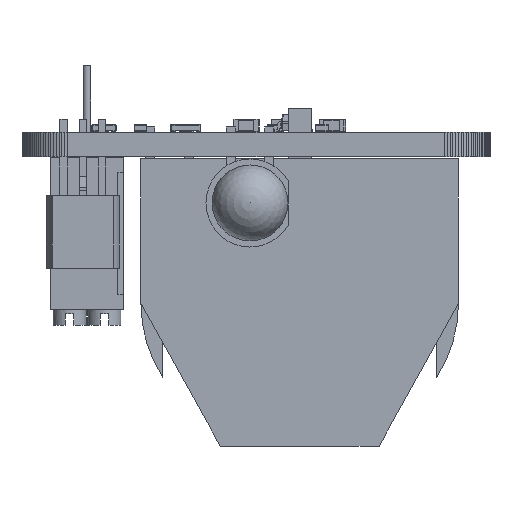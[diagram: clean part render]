
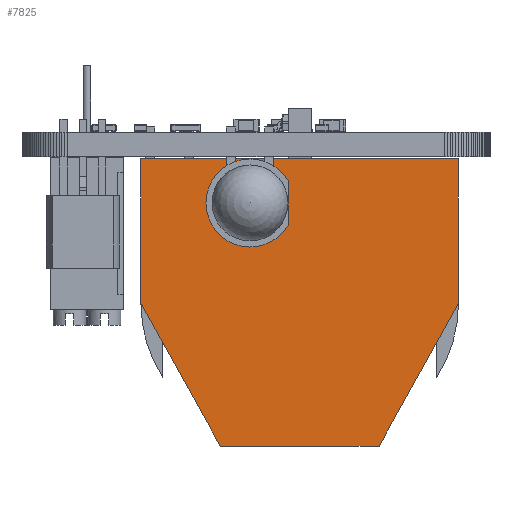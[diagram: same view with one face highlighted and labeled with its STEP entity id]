
A CAD part, left-side view. The second image highlights one B-rep face of the part: STEP entity #7825.
In plain terms, the highlighted face is planar.
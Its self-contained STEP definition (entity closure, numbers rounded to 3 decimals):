
#4550 = PLANE('',#4551);
#4551 = AXIS2_PLACEMENT_3D('',#4552,#4553,#4554);
#4552 = CARTESIAN_POINT('',(35.68,9.587,9.6));
#4553 = DIRECTION('',(0.,0.,1.));
#4554 = DIRECTION('',(0.,1.,0.));
#4639 = PLANE('',#4640);
#4640 = AXIS2_PLACEMENT_3D('',#4641,#4642,#4643);
#4641 = CARTESIAN_POINT('',(35.68,-9.587,9.6));
#4642 = DIRECTION('',(0.,0.,1.));
#4643 = DIRECTION('',(0.,1.,0.));
#5884 = PLANE('',#5885);
#5885 = AXIS2_PLACEMENT_3D('',#5886,#5887,#5888);
#5886 = CARTESIAN_POINT('',(-3.17,-10.45,0.1));
#5887 = DIRECTION('',(0.,1.,0.));
#5888 = DIRECTION('',(1.,0.,0.));
#6088 = VERTEX_POINT('',#6089);
#6089 = CARTESIAN_POINT('',(74.53,-10.45,9.6));
#6110 = EDGE_CURVE('',#6088,#6111,#6113,.T.);
#6111 = VERTEX_POINT('',#6112);
#6112 = CARTESIAN_POINT('',(74.53,-10.447,9.6));
#6113 = SURFACE_CURVE('',#6114,(#6118,#6125),.PCURVE_S1.);
#6114 = LINE('',#6115,#6116);
#6115 = CARTESIAN_POINT('',(74.53,-10.45,9.6));
#6116 = VECTOR('',#6117,1.);
#6117 = DIRECTION('',(0.,1.,0.));
#6118 = PCURVE('',#4639,#6119);
#6119 = DEFINITIONAL_REPRESENTATION('',(#6120),#6124);
#6120 = LINE('',#6121,#6122);
#6121 = CARTESIAN_POINT('',(-0.863,-38.85));
#6122 = VECTOR('',#6123,1.);
#6123 = DIRECTION('',(1.,0.));
#6124 = ( GEOMETRIC_REPRESENTATION_CONTEXT(2) 
PARAMETRIC_REPRESENTATION_CONTEXT() REPRESENTATION_CONTEXT('2D SPACE',''
  ) );
#6125 = PCURVE('',#6126,#6131);
#6126 = PLANE('',#6127);
#6127 = AXIS2_PLACEMENT_3D('',#6128,#6129,#6130);
#6128 = CARTESIAN_POINT('',(74.53,0.,8.355));
#6129 = DIRECTION('',(1.,0.,0.));
#6130 = DIRECTION('',(0.,0.,1.));
#6131 = DEFINITIONAL_REPRESENTATION('',(#6132),#6136);
#6132 = LINE('',#6133,#6134);
#6133 = CARTESIAN_POINT('',(1.245,10.45));
#6134 = VECTOR('',#6135,1.);
#6135 = DIRECTION('',(0.,-1.));
#6136 = ( GEOMETRIC_REPRESENTATION_CONTEXT(2) 
PARAMETRIC_REPRESENTATION_CONTEXT() REPRESENTATION_CONTEXT('2D SPACE',''
  ) );
#6154 = PLANE('',#6155);
#6155 = AXIS2_PLACEMENT_3D('',#6156,#6157,#6158);
#6156 = CARTESIAN_POINT('',(72.53,-7.838,14.297));
#6157 = DIRECTION('',(0.,0.874,-0.486));
#6158 = DIRECTION('',(-1.,0.,-0.));
#6232 = PLANE('',#6233);
#6233 = AXIS2_PLACEMENT_3D('',#6234,#6235,#6236);
#6234 = CARTESIAN_POINT('',(73.53,0.,19.));
#6235 = DIRECTION('',(0.,0.,1.));
#6236 = DIRECTION('',(1.,0.,-0.));
#6260 = PLANE('',#6261);
#6261 = AXIS2_PLACEMENT_3D('',#6262,#6263,#6264);
#6262 = CARTESIAN_POINT('',(74.53,7.838,14.297));
#6263 = DIRECTION('',(0.,-0.874,-0.486));
#6264 = DIRECTION('',(-1.,-0.,0.));
#6415 = VERTEX_POINT('',#6416);
#6416 = CARTESIAN_POINT('',(74.53,10.447,9.6));
#6437 = EDGE_CURVE('',#6415,#6438,#6440,.T.);
#6438 = VERTEX_POINT('',#6439);
#6439 = CARTESIAN_POINT('',(74.53,10.45,9.6));
#6440 = SURFACE_CURVE('',#6441,(#6445,#6452),.PCURVE_S1.);
#6441 = LINE('',#6442,#6443);
#6442 = CARTESIAN_POINT('',(74.53,-10.45,9.6));
#6443 = VECTOR('',#6444,1.);
#6444 = DIRECTION('',(0.,1.,0.));
#6445 = PCURVE('',#4550,#6446);
#6446 = DEFINITIONAL_REPRESENTATION('',(#6447),#6451);
#6447 = LINE('',#6448,#6449);
#6448 = CARTESIAN_POINT('',(-20.037,-38.85));
#6449 = VECTOR('',#6450,1.);
#6450 = DIRECTION('',(1.,0.));
#6451 = ( GEOMETRIC_REPRESENTATION_CONTEXT(2) 
PARAMETRIC_REPRESENTATION_CONTEXT() REPRESENTATION_CONTEXT('2D SPACE',''
  ) );
#6452 = PCURVE('',#6126,#6453);
#6453 = DEFINITIONAL_REPRESENTATION('',(#6454),#6458);
#6454 = LINE('',#6455,#6456);
#6455 = CARTESIAN_POINT('',(1.245,10.45));
#6456 = VECTOR('',#6457,1.);
#6457 = DIRECTION('',(0.,-1.));
#6458 = ( GEOMETRIC_REPRESENTATION_CONTEXT(2) 
PARAMETRIC_REPRESENTATION_CONTEXT() REPRESENTATION_CONTEXT('2D SPACE',''
  ) );
#6476 = PLANE('',#6477);
#6477 = AXIS2_PLACEMENT_3D('',#6478,#6479,#6480);
#6478 = CARTESIAN_POINT('',(74.53,10.45,0.1));
#6479 = DIRECTION('',(0.,-1.,0.));
#6480 = DIRECTION('',(-1.,0.,0.));
#6790 = PLANE('',#6791);
#6791 = AXIS2_PLACEMENT_3D('',#6792,#6793,#6794);
#6792 = CARTESIAN_POINT('',(35.68,0.,0.1));
#6793 = DIRECTION('',(0.,0.,1.));
#6794 = DIRECTION('',(1.,0.,-0.));
#7469 = VERTEX_POINT('',#7470);
#7470 = CARTESIAN_POINT('',(74.53,-10.45,0.1));
#7547 = EDGE_CURVE('',#7469,#6088,#7548,.T.);
#7548 = SURFACE_CURVE('',#7549,(#7553,#7560),.PCURVE_S1.);
#7549 = LINE('',#7550,#7551);
#7550 = CARTESIAN_POINT('',(74.53,-10.45,0.1));
#7551 = VECTOR('',#7552,1.);
#7552 = DIRECTION('',(0.,0.,1.));
#7553 = PCURVE('',#5884,#7554);
#7554 = DEFINITIONAL_REPRESENTATION('',(#7555),#7559);
#7555 = LINE('',#7556,#7557);
#7556 = CARTESIAN_POINT('',(77.7,0.));
#7557 = VECTOR('',#7558,1.);
#7558 = DIRECTION('',(0.,-1.));
#7559 = ( GEOMETRIC_REPRESENTATION_CONTEXT(2) 
PARAMETRIC_REPRESENTATION_CONTEXT() REPRESENTATION_CONTEXT('2D SPACE',''
  ) );
#7560 = PCURVE('',#6126,#7561);
#7561 = DEFINITIONAL_REPRESENTATION('',(#7562),#7566);
#7562 = LINE('',#7563,#7564);
#7563 = CARTESIAN_POINT('',(-8.255,10.45));
#7564 = VECTOR('',#7565,1.);
#7565 = DIRECTION('',(1.,0.));
#7566 = ( GEOMETRIC_REPRESENTATION_CONTEXT(2) 
PARAMETRIC_REPRESENTATION_CONTEXT() REPRESENTATION_CONTEXT('2D SPACE',''
  ) );
#7825 = ADVANCED_FACE('',(#7826),#6126,.T.);
#7826 = FACE_BOUND('',#7827,.T.);
#7827 = EDGE_LOOP('',(#7828,#7851,#7872,#7873,#7896,#7919,#7940,#7941));
#7828 = ORIENTED_EDGE('',*,*,#7829,.T.);
#7829 = EDGE_CURVE('',#7469,#7830,#7832,.T.);
#7830 = VERTEX_POINT('',#7831);
#7831 = CARTESIAN_POINT('',(74.53,10.45,0.1));
#7832 = SURFACE_CURVE('',#7833,(#7837,#7844),.PCURVE_S1.);
#7833 = LINE('',#7834,#7835);
#7834 = CARTESIAN_POINT('',(74.53,-10.45,0.1));
#7835 = VECTOR('',#7836,1.);
#7836 = DIRECTION('',(0.,1.,0.));
#7837 = PCURVE('',#6126,#7838);
#7838 = DEFINITIONAL_REPRESENTATION('',(#7839),#7843);
#7839 = LINE('',#7840,#7841);
#7840 = CARTESIAN_POINT('',(-8.255,10.45));
#7841 = VECTOR('',#7842,1.);
#7842 = DIRECTION('',(0.,-1.));
#7843 = ( GEOMETRIC_REPRESENTATION_CONTEXT(2) 
PARAMETRIC_REPRESENTATION_CONTEXT() REPRESENTATION_CONTEXT('2D SPACE',''
  ) );
#7844 = PCURVE('',#6790,#7845);
#7845 = DEFINITIONAL_REPRESENTATION('',(#7846),#7850);
#7846 = LINE('',#7847,#7848);
#7847 = CARTESIAN_POINT('',(38.85,-10.45));
#7848 = VECTOR('',#7849,1.);
#7849 = DIRECTION('',(0.,1.));
#7850 = ( GEOMETRIC_REPRESENTATION_CONTEXT(2) 
PARAMETRIC_REPRESENTATION_CONTEXT() REPRESENTATION_CONTEXT('2D SPACE',''
  ) );
#7851 = ORIENTED_EDGE('',*,*,#7852,.T.);
#7852 = EDGE_CURVE('',#7830,#6438,#7853,.T.);
#7853 = SURFACE_CURVE('',#7854,(#7858,#7865),.PCURVE_S1.);
#7854 = LINE('',#7855,#7856);
#7855 = CARTESIAN_POINT('',(74.53,10.45,0.1));
#7856 = VECTOR('',#7857,1.);
#7857 = DIRECTION('',(0.,0.,1.));
#7858 = PCURVE('',#6126,#7859);
#7859 = DEFINITIONAL_REPRESENTATION('',(#7860),#7864);
#7860 = LINE('',#7861,#7862);
#7861 = CARTESIAN_POINT('',(-8.255,-10.45));
#7862 = VECTOR('',#7863,1.);
#7863 = DIRECTION('',(1.,0.));
#7864 = ( GEOMETRIC_REPRESENTATION_CONTEXT(2) 
PARAMETRIC_REPRESENTATION_CONTEXT() REPRESENTATION_CONTEXT('2D SPACE',''
  ) );
#7865 = PCURVE('',#6476,#7866);
#7866 = DEFINITIONAL_REPRESENTATION('',(#7867),#7871);
#7867 = LINE('',#7868,#7869);
#7868 = CARTESIAN_POINT('',(0.,-0.));
#7869 = VECTOR('',#7870,1.);
#7870 = DIRECTION('',(0.,-1.));
#7871 = ( GEOMETRIC_REPRESENTATION_CONTEXT(2) 
PARAMETRIC_REPRESENTATION_CONTEXT() REPRESENTATION_CONTEXT('2D SPACE',''
  ) );
#7872 = ORIENTED_EDGE('',*,*,#6437,.F.);
#7873 = ORIENTED_EDGE('',*,*,#7874,.F.);
#7874 = EDGE_CURVE('',#7875,#6415,#7877,.T.);
#7875 = VERTEX_POINT('',#7876);
#7876 = CARTESIAN_POINT('',(74.53,5.225,19.));
#7877 = SURFACE_CURVE('',#7878,(#7882,#7889),.PCURVE_S1.);
#7878 = LINE('',#7879,#7880);
#7879 = CARTESIAN_POINT('',(74.53,6.699,16.346));
#7880 = VECTOR('',#7881,1.);
#7881 = DIRECTION('',(0.,0.486,-0.874));
#7882 = PCURVE('',#6126,#7883);
#7883 = DEFINITIONAL_REPRESENTATION('',(#7884),#7888);
#7884 = LINE('',#7885,#7886);
#7885 = CARTESIAN_POINT('',(7.991,-6.699));
#7886 = VECTOR('',#7887,1.);
#7887 = DIRECTION('',(-0.874,-0.486));
#7888 = ( GEOMETRIC_REPRESENTATION_CONTEXT(2) 
PARAMETRIC_REPRESENTATION_CONTEXT() REPRESENTATION_CONTEXT('2D SPACE',''
  ) );
#7889 = PCURVE('',#6260,#7890);
#7890 = DEFINITIONAL_REPRESENTATION('',(#7891),#7895);
#7891 = LINE('',#7892,#7893);
#7892 = CARTESIAN_POINT('',(0.,-2.344));
#7893 = VECTOR('',#7894,1.);
#7894 = DIRECTION('',(-0.,1.));
#7895 = ( GEOMETRIC_REPRESENTATION_CONTEXT(2) 
PARAMETRIC_REPRESENTATION_CONTEXT() REPRESENTATION_CONTEXT('2D SPACE',''
  ) );
#7896 = ORIENTED_EDGE('',*,*,#7897,.F.);
#7897 = EDGE_CURVE('',#7898,#7875,#7900,.T.);
#7898 = VERTEX_POINT('',#7899);
#7899 = CARTESIAN_POINT('',(74.53,-5.225,19.));
#7900 = SURFACE_CURVE('',#7901,(#7905,#7912),.PCURVE_S1.);
#7901 = LINE('',#7902,#7903);
#7902 = CARTESIAN_POINT('',(74.53,-10.45,19.));
#7903 = VECTOR('',#7904,1.);
#7904 = DIRECTION('',(0.,1.,0.));
#7905 = PCURVE('',#6126,#7906);
#7906 = DEFINITIONAL_REPRESENTATION('',(#7907),#7911);
#7907 = LINE('',#7908,#7909);
#7908 = CARTESIAN_POINT('',(10.645,10.45));
#7909 = VECTOR('',#7910,1.);
#7910 = DIRECTION('',(0.,-1.));
#7911 = ( GEOMETRIC_REPRESENTATION_CONTEXT(2) 
PARAMETRIC_REPRESENTATION_CONTEXT() REPRESENTATION_CONTEXT('2D SPACE',''
  ) );
#7912 = PCURVE('',#6232,#7913);
#7913 = DEFINITIONAL_REPRESENTATION('',(#7914),#7918);
#7914 = LINE('',#7915,#7916);
#7915 = CARTESIAN_POINT('',(1.,-10.45));
#7916 = VECTOR('',#7917,1.);
#7917 = DIRECTION('',(0.,1.));
#7918 = ( GEOMETRIC_REPRESENTATION_CONTEXT(2) 
PARAMETRIC_REPRESENTATION_CONTEXT() REPRESENTATION_CONTEXT('2D SPACE',''
  ) );
#7919 = ORIENTED_EDGE('',*,*,#7920,.F.);
#7920 = EDGE_CURVE('',#6111,#7898,#7921,.T.);
#7921 = SURFACE_CURVE('',#7922,(#7926,#7933),.PCURVE_S1.);
#7922 = LINE('',#7923,#7924);
#7923 = CARTESIAN_POINT('',(74.53,-9.164,11.91));
#7924 = VECTOR('',#7925,1.);
#7925 = DIRECTION('',(0.,0.486,0.874));
#7926 = PCURVE('',#6126,#7927);
#7927 = DEFINITIONAL_REPRESENTATION('',(#7928),#7932);
#7928 = LINE('',#7929,#7930);
#7929 = CARTESIAN_POINT('',(3.555,9.164));
#7930 = VECTOR('',#7931,1.);
#7931 = DIRECTION('',(0.874,-0.486));
#7932 = ( GEOMETRIC_REPRESENTATION_CONTEXT(2) 
PARAMETRIC_REPRESENTATION_CONTEXT() REPRESENTATION_CONTEXT('2D SPACE',''
  ) );
#7933 = PCURVE('',#6154,#7934);
#7934 = DEFINITIONAL_REPRESENTATION('',(#7935),#7939);
#7935 = LINE('',#7936,#7937);
#7936 = CARTESIAN_POINT('',(-2.,-2.731));
#7937 = VECTOR('',#7938,1.);
#7938 = DIRECTION('',(0.,1.));
#7939 = ( GEOMETRIC_REPRESENTATION_CONTEXT(2) 
PARAMETRIC_REPRESENTATION_CONTEXT() REPRESENTATION_CONTEXT('2D SPACE',''
  ) );
#7940 = ORIENTED_EDGE('',*,*,#6110,.F.);
#7941 = ORIENTED_EDGE('',*,*,#7547,.F.);
